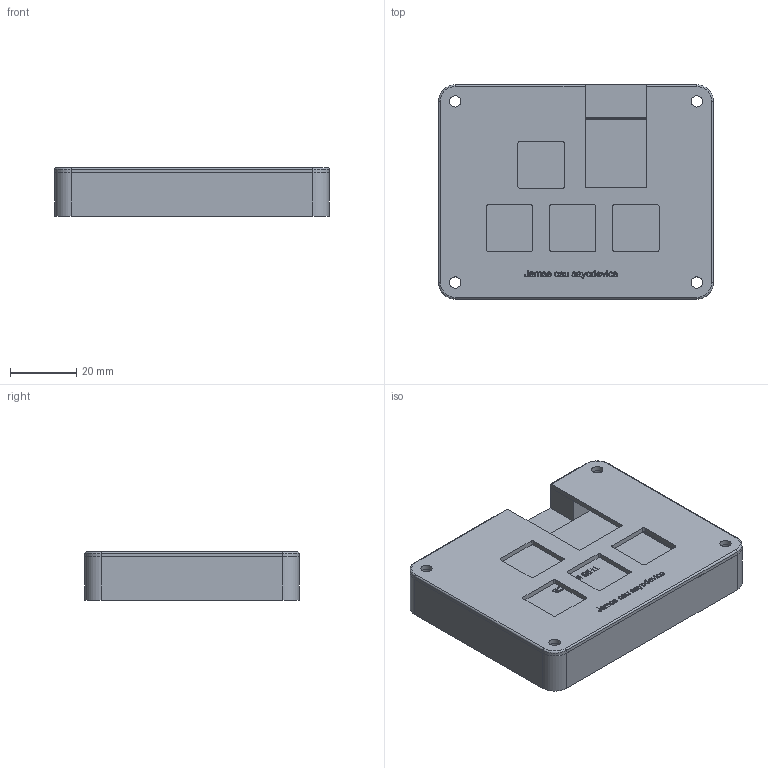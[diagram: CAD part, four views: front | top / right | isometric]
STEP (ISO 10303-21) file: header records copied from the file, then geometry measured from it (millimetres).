
FILE_DESCRIPTION(/* description */ (''),/* implementation_level */ '2;1');
FILE_NAME(/* name */ 'full assembled macro pad.step',/* time_stamp */ '2025-11-27T12:51:43-07:00',/* author */ (''),/* organization */ (''),/* preprocessor_version */ 'ST-DEVELOPER v20.1',/* originating_system */ 'Autodesk Translation Framework v14.21.0.0',/* authorisation */ '');
FILE_SCHEMA (('AUTOMOTIVE_DESIGN { 1 0 10303 214 3 1 1 }'));
Length unit declared in the file: millimetre
Products named in the file (3): full assembled macro pad; james 4-key; case lid
Assembly tree (2 placements, depth 3):
  full assembled macro pad
    james 4-key
      case lid
Bounding box: 82.92 x 64.66 x 14.5 mm (x, y, z)
Volume: 49177.7 mm3; surface area: 31536.1 mm2
Topology: 3 solids, 3 shells, 725 faces, 2014 edges, 1340 vertices
Faces by surface type: bspline 452, plane 228, cylinder 41, torus 4
Full cylindrical faces by diameter (mm): 3.4 x8, 6 x4
Entity records: 27411 total; most frequent: CARTESIAN_POINT 11768, ORIENTED_EDGE 4028, EDGE_CURVE 2014, DIRECTION 1752, VERTEX_POINT 1340, LINE 1024, VECTOR 1024, B_SPLINE_CURVE_WITH_KNOTS 904
